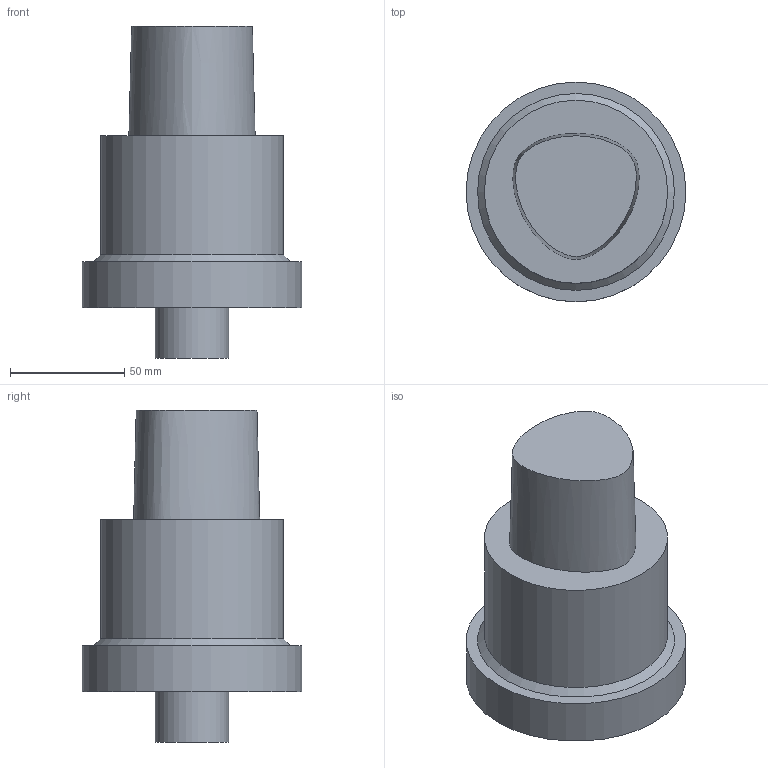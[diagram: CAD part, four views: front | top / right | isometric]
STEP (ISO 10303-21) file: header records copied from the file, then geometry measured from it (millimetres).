
FILE_DESCRIPTION((''),'1');
FILE_NAME('C8-FHM32-96-75.stp','2012-12-06T05:30:45',(''),(''),'Spatial Interop R18','Kubotek KeyCreator V8.5.1 (14335)',' ');
FILE_SCHEMA(('CONFIG_CONTROL_DESIGN'));
Length unit declared in the file: millimetre
Products named in the file (1): 1
Bounding box: 96 x 96 x 145 mm (x, y, z)
Volume: 546220.6 mm3; surface area: 44044.2 mm2
Topology: 1 solids, 1 shells, 10 faces, 14 edges, 9 vertices
Faces by surface type: plane 5, cylinder 3, bspline 1, cone 1
Full cylindrical faces by diameter (mm): 32 x1, 79.985 x1, 96 x1
Entity records: 761 total; most frequent: CARTESIAN_POINT 559, DIRECTION 34, ORIENTED_EDGE 20, AXIS2_PLACEMENT_3D 17, EDGE_LOOP 17, FACE_BOUND 11, ADVANCED_FACE 10, EDGE_CURVE 10
